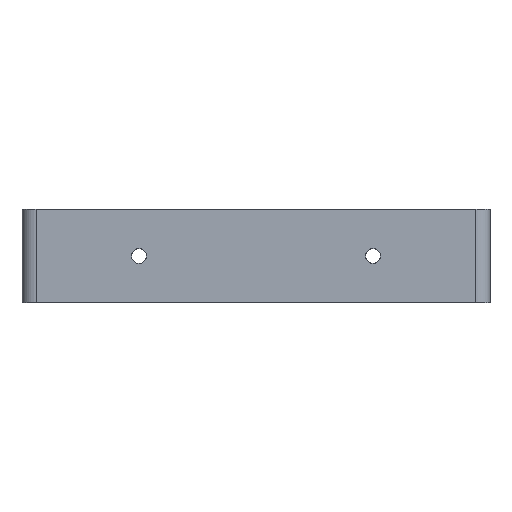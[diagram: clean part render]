
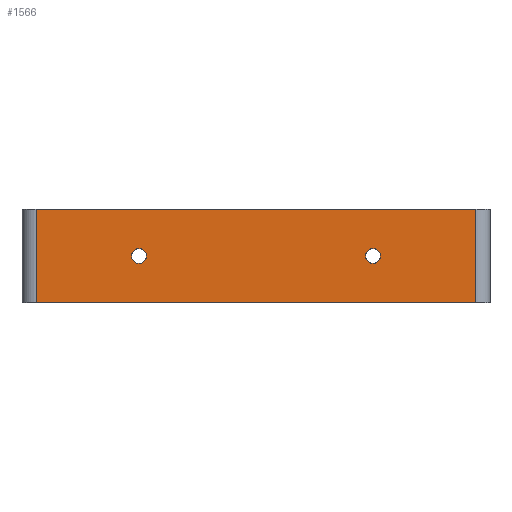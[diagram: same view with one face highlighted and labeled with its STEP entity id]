
A CAD part, left-side view. The second image highlights one B-rep face of the part: STEP entity #1566.
In plain terms, the highlighted planar face has unit normal (-1, 0, 0).
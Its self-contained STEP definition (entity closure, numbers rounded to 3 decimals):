
#78=FACE_BOUND('',#215,.T.);
#79=FACE_BOUND('',#216,.T.);
#91=PLANE('',#1668);
#129=FACE_OUTER_BOUND('',#214,.T.);
#214=EDGE_LOOP('',(#1046,#1047,#1048,#1049));
#215=EDGE_LOOP('',(#1050));
#216=EDGE_LOOP('',(#1051));
#310=LINE('',#2281,#437);
#311=LINE('',#2284,#438);
#315=LINE('',#2294,#442);
#316=LINE('',#2295,#443);
#437=VECTOR('',#1832,10.);
#438=VECTOR('',#1835,10.);
#442=VECTOR('',#1843,10.);
#443=VECTOR('',#1844,10.);
#566=CIRCLE('',#1669,1.6);
#567=CIRCLE('',#1670,1.6);
#631=VERTEX_POINT('',#2274);
#634=VERTEX_POINT('',#2279);
#635=VERTEX_POINT('',#2283);
#639=VERTEX_POINT('',#2293);
#640=VERTEX_POINT('',#2296);
#641=VERTEX_POINT('',#2298);
#793=EDGE_CURVE('',#634,#631,#310,.T.);
#794=EDGE_CURVE('',#635,#631,#311,.T.);
#799=EDGE_CURVE('',#639,#634,#315,.T.);
#800=EDGE_CURVE('',#635,#639,#316,.T.);
#801=EDGE_CURVE('',#640,#640,#566,.T.);
#802=EDGE_CURVE('',#641,#641,#567,.T.);
#1046=ORIENTED_EDGE('',*,*,#793,.F.);
#1047=ORIENTED_EDGE('',*,*,#799,.F.);
#1048=ORIENTED_EDGE('',*,*,#800,.F.);
#1049=ORIENTED_EDGE('',*,*,#794,.T.);
#1050=ORIENTED_EDGE('',*,*,#801,.T.);
#1051=ORIENTED_EDGE('',*,*,#802,.T.);
#1566=ADVANCED_FACE('',(#129,#78,#79),#91,.T.);
#1668=AXIS2_PLACEMENT_3D('',#2292,#1841,#1842);
#1669=AXIS2_PLACEMENT_3D('',#2297,#1845,#1846);
#1670=AXIS2_PLACEMENT_3D('',#2299,#1847,#1848);
#1832=DIRECTION('',(0.,0.,1.));
#1835=DIRECTION('',(0.,1.,0.));
#1841=DIRECTION('center_axis',(-1.,0.,0.));
#1842=DIRECTION('ref_axis',(0.,0.,1.));
#1843=DIRECTION('',(0.,1.,0.));
#1844=DIRECTION('',(0.,0.,-1.));
#1845=DIRECTION('center_axis',(1.,0.,0.));
#1846=DIRECTION('ref_axis',(0.,-1.,0.));
#1847=DIRECTION('center_axis',(1.,0.,0.));
#1848=DIRECTION('ref_axis',(0.,-1.,0.));
#2274=CARTESIAN_POINT('',(0.,97.,20.));
#2279=CARTESIAN_POINT('',(0.,97.,0.));
#2281=CARTESIAN_POINT('',(0.,97.,5.));
#2283=CARTESIAN_POINT('',(0.,3.,20.));
#2284=CARTESIAN_POINT('',(0.,0.,20.));
#2292=CARTESIAN_POINT('Origin',(0.,0.,0.));
#2293=CARTESIAN_POINT('',(0.,3.,0.));
#2294=CARTESIAN_POINT('',(0.,0.,0.));
#2295=CARTESIAN_POINT('',(0.,3.,5.));
#2296=CARTESIAN_POINT('',(0.,76.6,10.));
#2297=CARTESIAN_POINT('Origin',(0.,75.,10.));
#2298=CARTESIAN_POINT('',(0.,26.6,10.));
#2299=CARTESIAN_POINT('Origin',(0.,25.,10.));
